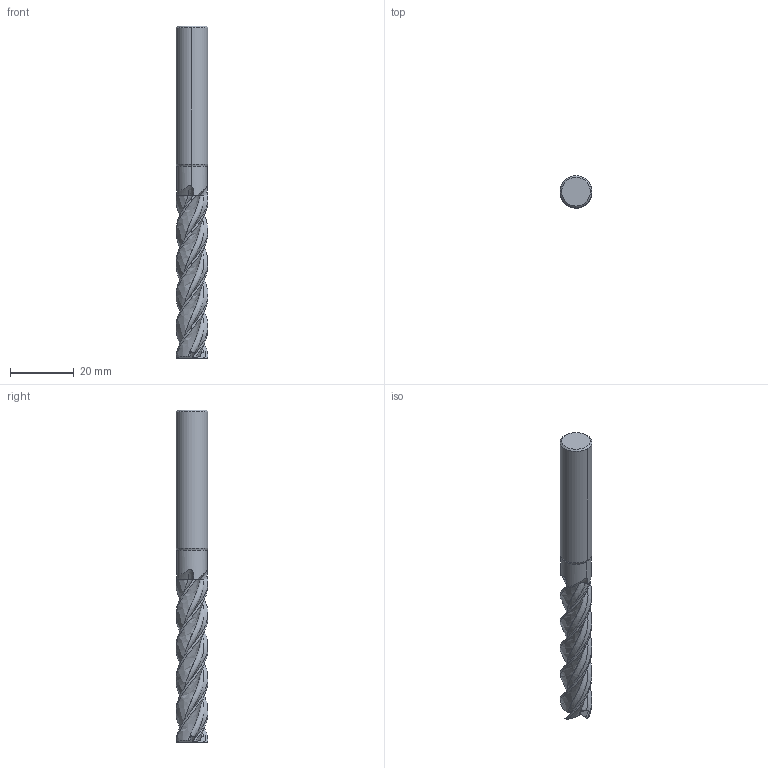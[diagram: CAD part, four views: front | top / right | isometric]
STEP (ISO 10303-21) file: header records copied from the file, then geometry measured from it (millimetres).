
FILE_DESCRIPTION(('no description'),'unknown implementation level');
FILE_NAME('EXN1-M03-0053-10-Detail.stp',' ',('CIMSOURCE GmbH'),('CADClick - KiM GmbH - www.kimweb.de'),'unknown preprocess','ACIS','unknown authorization');
FILE_SCHEMA(('automotive_design'));
Length unit declared in the file: millimetre
Products named in the file (2): NOCUT; CUT
Bounding box: 10 x 10 x 104 mm (x, y, z)
Volume: 6200.5 mm3; surface area: 3685.7 mm2
Topology: 2 solids, 2 shells, 111 faces, 304 edges, 193 vertices
Faces by surface type: bspline 36, plane 33, cone 22, revolution 12, cylinder 4, torus 4
Entity records: 26358 total; most frequent: CARTESIAN_POINT 20612, STYLED_ITEM 606, PRESENTATION_STYLE_ASSIGNMENT 606, COLOUR_RGB 606, ORIENTED_EDGE 600, DIRECTION 312, EDGE_CURVE 300, CURVE_STYLE 300
